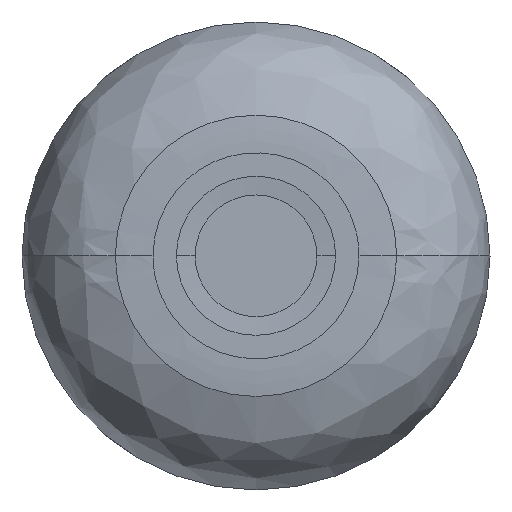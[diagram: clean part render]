
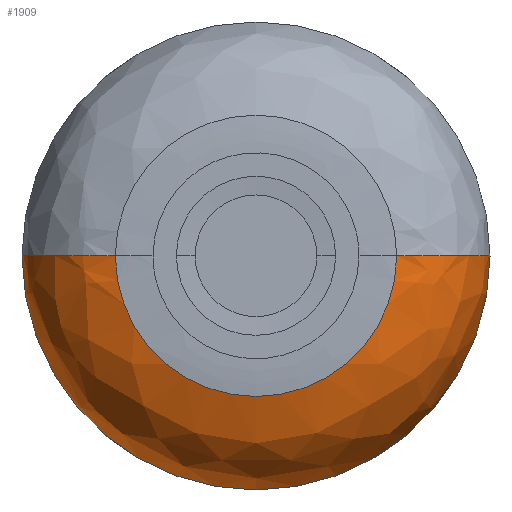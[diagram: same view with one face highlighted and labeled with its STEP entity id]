
A CAD part, top view. The second image highlights one B-rep face of the part: STEP entity #1909.
In plain terms, the highlighted free-form (B-spline) face has degree [3, 3] with [4, 4] control points.
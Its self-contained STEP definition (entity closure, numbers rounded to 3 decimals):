
#239 = CIRCLE ( 'NONE', #1702, 9.016 ) ;
#294 = AXIS2_PLACEMENT_3D ( 'NONE', #6937, #10403, #2586 ) ;
#299 = CARTESIAN_POINT ( 'NONE',  ( 9.016, 0., -0.161 ) ) ;
#675 = DIRECTION ( 'NONE',  ( -1., 0., 0. ) ) ;
#1000 = ORIENTED_EDGE ( 'NONE', *, *, #6007, .T. ) ;
#1159 = CARTESIAN_POINT ( 'NONE',  ( 12.611, -25.223, -0.643 ) ) ;
#1702 = AXIS2_PLACEMENT_3D ( 'NONE', #3690, #7183, #10647 ) ;
#1871 = EDGE_CURVE ( 'NONE', #2809, #8348, #2777, .T. ) ;
#1905 = CARTESIAN_POINT ( 'NONE',  ( 8.1, 0., -7. ) ) ;
#1909 = ADVANCED_FACE ( 'NONE', ( #8082 ), #7967, .T. ) ;
#2020 = CARTESIAN_POINT ( 'NONE',  ( -15., -30., -3.373 ) ) ;
#2490 = AXIS2_PLACEMENT_3D ( 'NONE', #5037, #8521, #675 ) ;
#2586 = DIRECTION ( 'NONE',  ( -1., 0., 0. ) ) ;
#2777 = CIRCLE ( 'NONE', #4238, 6.9 ) ;
#2809 = VERTEX_POINT ( 'NONE', #9390 ) ;
#2886 = CARTESIAN_POINT ( 'NONE',  ( -15., 0., -7. ) ) ;
#3221 = VERTEX_POINT ( 'NONE', #11189 ) ;
#3690 = CARTESIAN_POINT ( 'NONE',  ( 0., 0., -0.161 ) ) ;
#3743 = CARTESIAN_POINT ( 'NONE',  ( 15., 0., -7. ) ) ;
#3799 = CARTESIAN_POINT ( 'NONE',  ( 9.016, -18.032, -0.161 ) ) ;
#4238 = AXIS2_PLACEMENT_3D ( 'NONE', #1905, #5410, #8886 ) ;
#4664 = CARTESIAN_POINT ( 'NONE',  ( -12.611, -25.223, -0.643 ) ) ;
#5037 = CARTESIAN_POINT ( 'NONE',  ( -8.1, 0., -7. ) ) ;
#5244 = CIRCLE ( 'NONE', #294, 15. ) ;
#5410 = DIRECTION ( 'NONE',  ( 0., -1., 0. ) ) ;
#5512 = CARTESIAN_POINT ( 'NONE',  ( -15., 0., -3.373 ) ) ;
#5789 = EDGE_CURVE ( 'NONE', #3221, #11260, #7427, .T. ) ;
#5856 = CARTESIAN_POINT ( 'NONE',  ( -9.016, 0., -0.161 ) ) ;
#6007 = EDGE_CURVE ( 'NONE', #3221, #2809, #5244, .T. ) ;
#6374 = CARTESIAN_POINT ( 'NONE',  ( 15., 0., -3.373 ) ) ;
#6937 = CARTESIAN_POINT ( 'NONE',  ( 0., 0., -7. ) ) ;
#7030 = CARTESIAN_POINT ( 'NONE',  ( 9.016, 0., -0.161 ) ) ;
#7085 = ORIENTED_EDGE ( 'NONE', *, *, #5789, .F. ) ;
#7183 = DIRECTION ( 'NONE',  ( 0., 0., -1. ) ) ;
#7234 = CARTESIAN_POINT ( 'NONE',  ( 15., -30., -7. ) ) ;
#7285 = CARTESIAN_POINT ( 'NONE',  ( -9.016, -18.032, -0.161 ) ) ;
#7427 = CIRCLE ( 'NONE', #2490, 6.9 ) ;
#7701 = ORIENTED_EDGE ( 'NONE', *, *, #1871, .T. ) ;
#7915 = ORIENTED_EDGE ( 'NONE', *, *, #8926, .T. ) ;
#7967 =( BOUNDED_SURFACE ( )  B_SPLINE_SURFACE ( 3, 3, ( 
 ( #3743, #7234, #10699, #2886 ),
 ( #6374, #9840, #2020, #5512 ),
 ( #8991, #1159, #4664, #8144 ),
 ( #299, #3799, #7285, #10745 ) ),
 .UNSPECIFIED., .F., .F., .F. ) 
 B_SPLINE_SURFACE_WITH_KNOTS ( ( 4, 4 ),
 ( 4, 4 ),
 ( 0., 1. ),
 ( 0., 1. ),
 .UNSPECIFIED. ) 
 GEOMETRIC_REPRESENTATION_ITEM ( )  RATIONAL_B_SPLINE_SURFACE ( (
 ( 1., 0.333, 0.333, 1.),
 ( 0.835, 0.278, 0.278, 0.835),
 ( 0.835, 0.278, 0.278, 0.835),
 ( 1., 0.333, 0.333, 1.) ) ) 
 REPRESENTATION_ITEM ( '' )  SURFACE ( )  );
#8082 = FACE_OUTER_BOUND ( 'NONE', #10932, .T. ) ;
#8144 = CARTESIAN_POINT ( 'NONE',  ( -12.611, 0., -0.643 ) ) ;
#8348 = VERTEX_POINT ( 'NONE', #7030 ) ;
#8521 = DIRECTION ( 'NONE',  ( 0., 1., 0. ) ) ;
#8886 = DIRECTION ( 'NONE',  ( 1., 0., 0. ) ) ;
#8926 = EDGE_CURVE ( 'NONE', #8348, #11260, #239, .T. ) ;
#8991 = CARTESIAN_POINT ( 'NONE',  ( 12.611, 0., -0.643 ) ) ;
#9390 = CARTESIAN_POINT ( 'NONE',  ( 15., 0., -7. ) ) ;
#9840 = CARTESIAN_POINT ( 'NONE',  ( 15., -30., -3.373 ) ) ;
#10403 = DIRECTION ( 'NONE',  ( 0., 0., 1. ) ) ;
#10647 = DIRECTION ( 'NONE',  ( -1., 0., 0. ) ) ;
#10699 = CARTESIAN_POINT ( 'NONE',  ( -15., -30., -7. ) ) ;
#10745 = CARTESIAN_POINT ( 'NONE',  ( -9.016, 0., -0.161 ) ) ;
#10932 = EDGE_LOOP ( 'NONE', ( #1000, #7701, #7915, #7085 ) ) ;
#11189 = CARTESIAN_POINT ( 'NONE',  ( -15., 0., -7. ) ) ;
#11260 = VERTEX_POINT ( 'NONE', #5856 ) ;
